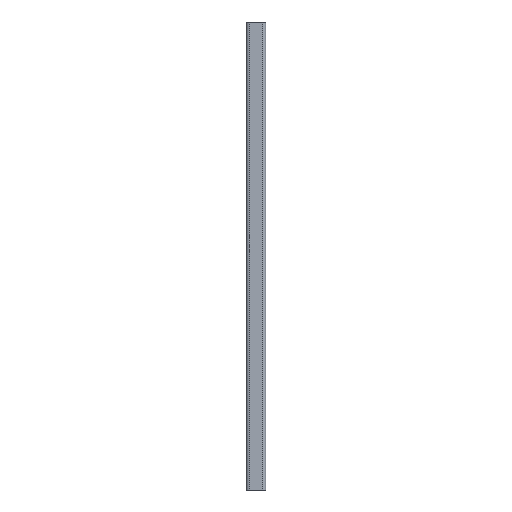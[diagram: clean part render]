
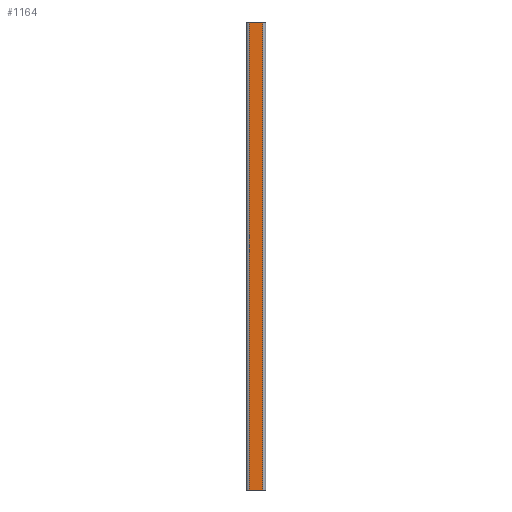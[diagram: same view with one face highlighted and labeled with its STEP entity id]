
A CAD part, left-side view. The second image highlights one B-rep face of the part: STEP entity #1164.
In plain terms, the highlighted planar face has unit normal (-1, 0, 0).
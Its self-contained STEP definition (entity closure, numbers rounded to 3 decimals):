
#162 = LINE ( 'NONE', #1259, #235 ) ;
#235 = VECTOR ( 'NONE', #1203, 1000. ) ;
#316 = ORIENTED_EDGE ( 'NONE', *, *, #2074, .F. ) ;
#317 = ORIENTED_EDGE ( 'NONE', *, *, #2452, .T. ) ;
#388 = ORIENTED_EDGE ( 'NONE', *, *, #2297, .T. ) ;
#459 = ORIENTED_EDGE ( 'NONE', *, *, #2038, .T. ) ;
#478 = DIRECTION ( 'NONE',  ( 0., 1., 0. ) ) ;
#479 = DIRECTION ( 'NONE',  ( 1., 0., 0. ) ) ;
#486 = PLANE ( 'NONE',  #1996 ) ;
#491 = CARTESIAN_POINT ( 'NONE',  ( -20.5, 17.5, 1500. ) ) ;
#709 = DIRECTION ( 'NONE',  ( 0., -1., 0. ) ) ;
#710 = CARTESIAN_POINT ( 'NONE',  ( -20.5, 21., -250. ) ) ;
#985 = FACE_OUTER_BOUND ( 'NONE', #1885, .T. ) ;
#998 = LINE ( 'NONE', #710, #1069 ) ;
#1069 = VECTOR ( 'NONE', #709, 1000. ) ;
#1164 = ADVANCED_FACE ( 'NONE', ( #985 ), #486, .F. ) ;
#1203 = DIRECTION ( 'NONE',  ( 0., 0., -1. ) ) ;
#1259 = CARTESIAN_POINT ( 'NONE',  ( -20.5, 3.5, 1500. ) ) ;
#1313 = VECTOR ( 'NONE', #1529, 1000. ) ;
#1316 = LINE ( 'NONE', #1528, #1313 ) ;
#1447 = VECTOR ( 'NONE', #1479, 1000. ) ;
#1448 = LINE ( 'NONE', #1478, #1447 ) ;
#1478 = CARTESIAN_POINT ( 'NONE',  ( -20.5, 17.5, 1500. ) ) ;
#1479 = DIRECTION ( 'NONE',  ( 0., 0., -1. ) ) ;
#1528 = CARTESIAN_POINT ( 'NONE',  ( -20.5, 21., 250. ) ) ;
#1529 = DIRECTION ( 'NONE',  ( 0., 1., 0. ) ) ;
#1694 = VERTEX_POINT ( 'NONE', #2283 ) ;
#1710 = VERTEX_POINT ( 'NONE', #2412 ) ;
#1722 = VERTEX_POINT ( 'NONE', #2223 ) ;
#1724 = VERTEX_POINT ( 'NONE', #2221 ) ;
#1885 = EDGE_LOOP ( 'NONE', ( #317, #388, #459, #316 ) ) ;
#1996 = AXIS2_PLACEMENT_3D ( 'NONE', #491, #479, #478 ) ;
#2038 = EDGE_CURVE ( 'NONE', #1722, #1710, #998, .T. ) ;
#2074 = EDGE_CURVE ( 'NONE', #1694, #1710, #162, .T. ) ;
#2221 = CARTESIAN_POINT ( 'NONE',  ( -20.5, 17.5, 250. ) ) ;
#2223 = CARTESIAN_POINT ( 'NONE',  ( -20.5, 17.5, -250. ) ) ;
#2283 = CARTESIAN_POINT ( 'NONE',  ( -20.5, 3.5, 250. ) ) ;
#2297 = EDGE_CURVE ( 'NONE', #1724, #1722, #1448, .T. ) ;
#2412 = CARTESIAN_POINT ( 'NONE',  ( -20.5, 3.5, -250. ) ) ;
#2452 = EDGE_CURVE ( 'NONE', #1694, #1724, #1316, .T. ) ;
